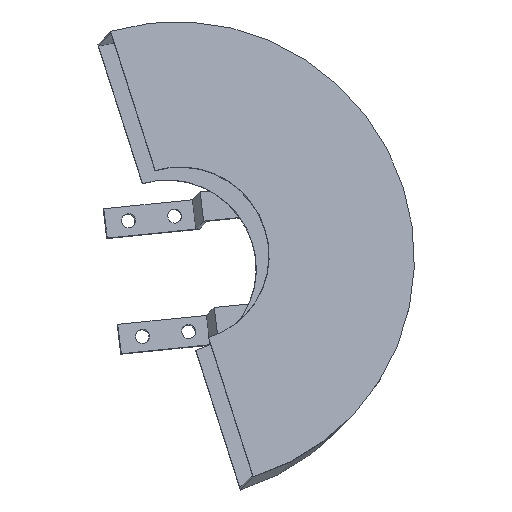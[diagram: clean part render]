
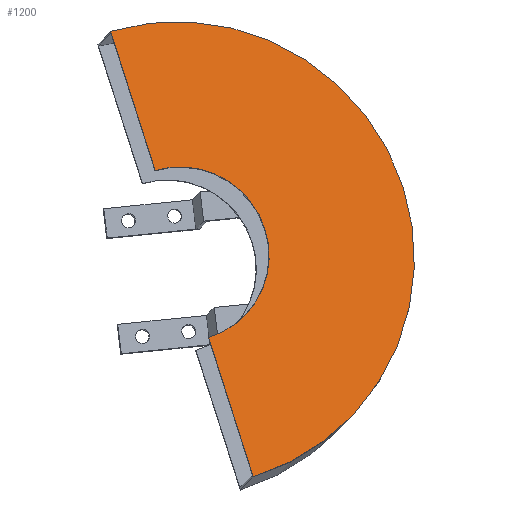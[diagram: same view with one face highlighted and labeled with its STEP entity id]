
A CAD part, top view. The second image highlights one B-rep face of the part: STEP entity #1200.
In plain terms, the highlighted face is planar.
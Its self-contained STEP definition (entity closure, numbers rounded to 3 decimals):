
#12 = DIRECTION ( 'NONE',  ( 0., 0., -1. ) ) ;
#13 = DIRECTION ( 'NONE',  ( 1., 0., 0. ) ) ;
#15 = CARTESIAN_POINT ( 'NONE',  ( 1.587, 0., -440.141 ) ) ;
#16 = DIRECTION ( 'NONE',  ( 0., -1., 0. ) ) ;
#17 = CARTESIAN_POINT ( 'NONE',  ( 1.587, 0., 0. ) ) ;
#28 = PLANE ( 'NONE',  #643 ) ;
#76 = VERTEX_POINT ( 'NONE', #204 ) ;
#125 = DIRECTION ( 'NONE',  ( 0., 0., -1. ) ) ;
#126 = DIRECTION ( 'NONE',  ( 1., 0., 0. ) ) ;
#127 = CARTESIAN_POINT ( 'NONE',  ( 1.587, 75., 0. ) ) ;
#129 = CARTESIAN_POINT ( 'NONE',  ( 1.587, -75., 0. ) ) ;
#137 = CARTESIAN_POINT ( 'NONE',  ( 1.587, 0., 0. ) ) ;
#163 = CARTESIAN_POINT ( 'NONE',  ( 1.587, -200., 0. ) ) ;
#182 = DIRECTION ( 'NONE',  ( 0., 0., -1. ) ) ;
#184 = DIRECTION ( 'NONE',  ( 1., 0., 0. ) ) ;
#185 = CARTESIAN_POINT ( 'NONE',  ( 1.587, 0., 0. ) ) ;
#186 = DIRECTION ( 'NONE',  ( 0., -1., 0. ) ) ;
#195 = CARTESIAN_POINT ( 'NONE',  ( 1.587, 0., 0. ) ) ;
#204 = CARTESIAN_POINT ( 'NONE',  ( 1.587, 200., 0. ) ) ;
#207 = VERTEX_POINT ( 'NONE', #163 ) ;
#217 = VERTEX_POINT ( 'NONE', #129 ) ;
#218 = VERTEX_POINT ( 'NONE', #127 ) ;
#351 = EDGE_LOOP ( 'NONE', ( #1091, #1092, #431, #1001 ) ) ;
#397 = VECTOR ( 'NONE', #16, 1000. ) ;
#431 = ORIENTED_EDGE ( 'NONE', *, *, #665, .T. ) ;
#643 = AXIS2_PLACEMENT_3D ( 'NONE', #15, #13, #12 ) ;
#653 = AXIS2_PLACEMENT_3D ( 'NONE', #185, #184, #182 ) ;
#659 = AXIS2_PLACEMENT_3D ( 'NONE', #137, #126, #125 ) ;
#664 = EDGE_CURVE ( 'NONE', #217, #207, #1068, .T. ) ;
#665 = EDGE_CURVE ( 'NONE', #207, #76, #1064, .T. ) ;
#680 = EDGE_CURVE ( 'NONE', #217, #218, #1040, .T. ) ;
#719 = EDGE_CURVE ( 'NONE', #76, #218, #731, .T. ) ;
#731 = LINE ( 'NONE', #17, #397 ) ;
#739 = FACE_OUTER_BOUND ( 'NONE', #351, .T. ) ;
#1001 = ORIENTED_EDGE ( 'NONE', *, *, #719, .T. ) ;
#1040 = CIRCLE ( 'NONE', #659, 75. ) ;
#1064 = CIRCLE ( 'NONE', #653, 200. ) ;
#1066 = VECTOR ( 'NONE', #186, 1000. ) ;
#1068 = LINE ( 'NONE', #195, #1066 ) ;
#1091 = ORIENTED_EDGE ( 'NONE', *, *, #680, .F. ) ;
#1092 = ORIENTED_EDGE ( 'NONE', *, *, #664, .T. ) ;
#1200 = ADVANCED_FACE ( 'NONE', ( #739 ), #28, .T. ) ;
